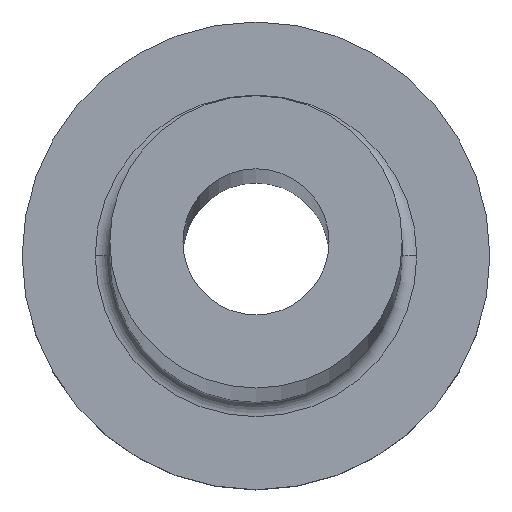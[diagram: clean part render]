
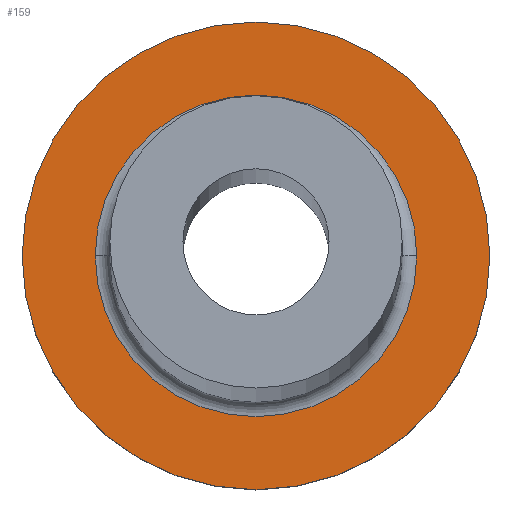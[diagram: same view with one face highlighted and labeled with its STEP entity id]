
A CAD part, top view. The second image highlights one B-rep face of the part: STEP entity #159.
In plain terms, the highlighted planar face has unit normal (0, 0, 1).
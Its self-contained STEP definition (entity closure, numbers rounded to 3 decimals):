
#6 = CARTESIAN_POINT ( 'NONE',  ( 5.5, 0., 5. ) ) ;
#12 = CARTESIAN_POINT ( 'NONE',  ( 0., 0., 5. ) ) ;
#14 = AXIS2_PLACEMENT_3D ( 'NONE', #339, #363, #123 ) ;
#34 = EDGE_CURVE ( 'NONE', #336, #261, #195, .T. ) ;
#38 = ORIENTED_EDGE ( 'NONE', *, *, #34, .T. ) ;
#51 = EDGE_CURVE ( 'NONE', #145, #296, #161, .T. ) ;
#70 = DIRECTION ( 'NONE',  ( 1., 0., 0. ) ) ;
#71 = CARTESIAN_POINT ( 'NONE',  ( -5.5, 0., 5. ) ) ;
#87 = EDGE_CURVE ( 'NONE', #261, #336, #167, .T. ) ;
#88 = FACE_OUTER_BOUND ( 'NONE', #233, .T. ) ;
#97 = ORIENTED_EDGE ( 'NONE', *, *, #128, .T. ) ;
#123 = DIRECTION ( 'NONE',  ( 1., 0., 0. ) ) ;
#126 = DIRECTION ( 'NONE',  ( 0., 0., 1. ) ) ;
#128 = EDGE_CURVE ( 'NONE', #296, #145, #333, .T. ) ;
#144 = CARTESIAN_POINT ( 'NONE',  ( 8., 0., 5. ) ) ;
#145 = VERTEX_POINT ( 'NONE', #144 ) ;
#159 = ADVANCED_FACE ( 'NONE', ( #375, #88 ), #227, .T. ) ;
#160 = DIRECTION ( 'NONE',  ( 0., 0., -1. ) ) ;
#161 = CIRCLE ( 'NONE', #370, 8. ) ;
#167 = CIRCLE ( 'NONE', #312, 5.5 ) ;
#176 = ORIENTED_EDGE ( 'NONE', *, *, #87, .T. ) ;
#184 = CARTESIAN_POINT ( 'NONE',  ( 0., 0., 5. ) ) ;
#195 = CIRCLE ( 'NONE', #14, 5.5 ) ;
#200 = CARTESIAN_POINT ( 'NONE',  ( 0., 0., 5. ) ) ;
#227 = PLANE ( 'NONE',  #364 ) ;
#230 = EDGE_LOOP ( 'NONE', ( #38, #176 ) ) ;
#233 = EDGE_LOOP ( 'NONE', ( #97, #239 ) ) ;
#239 = ORIENTED_EDGE ( 'NONE', *, *, #51, .T. ) ;
#251 = DIRECTION ( 'NONE',  ( 1., 0., 0. ) ) ;
#261 = VERTEX_POINT ( 'NONE', #71 ) ;
#273 = DIRECTION ( 'NONE',  ( 1., 0., 0. ) ) ;
#289 = DIRECTION ( 'NONE',  ( 0., 0., 1. ) ) ;
#296 = VERTEX_POINT ( 'NONE', #321 ) ;
#309 = DIRECTION ( 'NONE',  ( 1., 0., 0. ) ) ;
#312 = AXIS2_PLACEMENT_3D ( 'NONE', #184, #160, #273 ) ;
#317 = DIRECTION ( 'NONE',  ( 0., 0., 1. ) ) ;
#321 = CARTESIAN_POINT ( 'NONE',  ( -8., 0., 5. ) ) ;
#333 = CIRCLE ( 'NONE', #381, 8. ) ;
#336 = VERTEX_POINT ( 'NONE', #6 ) ;
#339 = CARTESIAN_POINT ( 'NONE',  ( 0., 0., 5. ) ) ;
#345 = CARTESIAN_POINT ( 'NONE',  ( 0., 0., 5. ) ) ;
#363 = DIRECTION ( 'NONE',  ( 0., 0., -1. ) ) ;
#364 = AXIS2_PLACEMENT_3D ( 'NONE', #200, #317, #309 ) ;
#370 = AXIS2_PLACEMENT_3D ( 'NONE', #12, #126, #70 ) ;
#375 = FACE_BOUND ( 'NONE', #230, .T. ) ;
#381 = AXIS2_PLACEMENT_3D ( 'NONE', #345, #289, #251 ) ;
